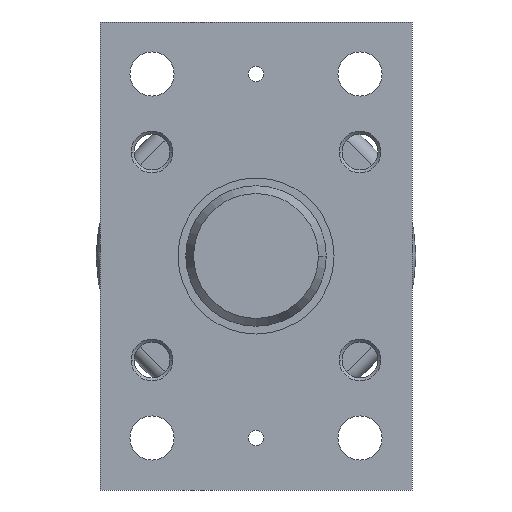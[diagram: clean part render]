
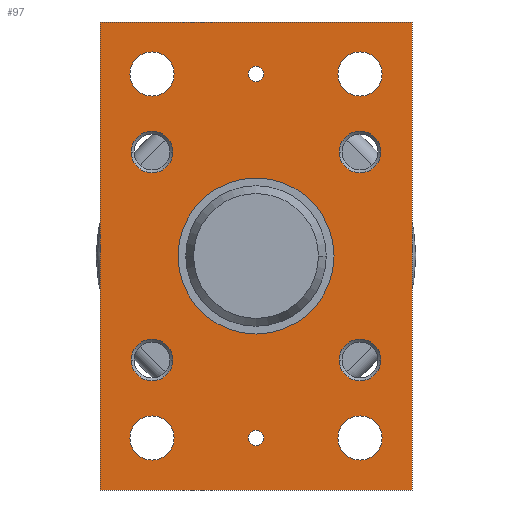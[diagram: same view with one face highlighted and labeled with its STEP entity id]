
A CAD part, left-side view. The second image highlights one B-rep face of the part: STEP entity #97.
In plain terms, the highlighted planar face has unit normal (-1, 0, 0).
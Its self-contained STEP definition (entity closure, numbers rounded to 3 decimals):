
#97=ADVANCED_FACE('',(#249,#250,#251,#252,#253,#254,#255,#256,#257,#258,#259,#260),#261,.F.);
#249=FACE_BOUND('',#454,.T.);
#250=FACE_BOUND('',#455,.T.);
#251=FACE_BOUND('',#456,.T.);
#252=FACE_BOUND('',#457,.T.);
#253=FACE_BOUND('',#458,.T.);
#254=FACE_BOUND('',#459,.T.);
#255=FACE_BOUND('',#460,.T.);
#256=FACE_BOUND('',#461,.T.);
#257=FACE_BOUND('',#462,.T.);
#258=FACE_BOUND('',#463,.T.);
#259=FACE_BOUND('',#464,.T.);
#260=FACE_OUTER_BOUND('',#465,.T.);
#261=PLANE('',#466);
#454=EDGE_LOOP('',(#943,#944));
#455=EDGE_LOOP('',(#945,#946));
#456=EDGE_LOOP('',(#947,#948));
#457=EDGE_LOOP('',(#949,#950));
#458=EDGE_LOOP('',(#951,#952));
#459=EDGE_LOOP('',(#953,#954));
#460=EDGE_LOOP('',(#955,#956));
#461=EDGE_LOOP('',(#957,#958));
#462=EDGE_LOOP('',(#959,#960));
#463=EDGE_LOOP('',(#961,#962));
#464=EDGE_LOOP('',(#963,#964));
#465=EDGE_LOOP('',(#965,#966,#967,#968));
#466=AXIS2_PLACEMENT_3D('',#969,#970,#971);
#943=ORIENTED_EDGE('',*,*,#1379,.T.);
#944=ORIENTED_EDGE('',*,*,#1405,.T.);
#945=ORIENTED_EDGE('',*,*,#1368,.T.);
#946=ORIENTED_EDGE('',*,*,#1407,.T.);
#947=ORIENTED_EDGE('',*,*,#1357,.T.);
#948=ORIENTED_EDGE('',*,*,#1409,.T.);
#949=ORIENTED_EDGE('',*,*,#1346,.T.);
#950=ORIENTED_EDGE('',*,*,#1411,.T.);
#951=ORIENTED_EDGE('',*,*,#1413,.T.);
#952=ORIENTED_EDGE('',*,*,#1339,.T.);
#953=ORIENTED_EDGE('',*,*,#1414,.T.);
#954=ORIENTED_EDGE('',*,*,#1335,.T.);
#955=ORIENTED_EDGE('',*,*,#1415,.T.);
#956=ORIENTED_EDGE('',*,*,#1331,.T.);
#957=ORIENTED_EDGE('',*,*,#1416,.T.);
#958=ORIENTED_EDGE('',*,*,#1327,.T.);
#959=ORIENTED_EDGE('',*,*,#1417,.T.);
#960=ORIENTED_EDGE('',*,*,#1323,.T.);
#961=ORIENTED_EDGE('',*,*,#1418,.T.);
#962=ORIENTED_EDGE('',*,*,#1319,.T.);
#963=ORIENTED_EDGE('',*,*,#1388,.T.);
#964=ORIENTED_EDGE('',*,*,#1387,.T.);
#965=ORIENTED_EDGE('',*,*,#1419,.T.);
#966=ORIENTED_EDGE('',*,*,#1420,.T.);
#967=ORIENTED_EDGE('',*,*,#1421,.T.);
#968=ORIENTED_EDGE('',*,*,#1422,.T.);
#969=CARTESIAN_POINT('',(-20.0,0.0,0.0));
#970=DIRECTION('',(1.0,0.0,0.));
#971=DIRECTION('',(0.,0.0,-1.0));
#1319=EDGE_CURVE('',#1590,#1594,#1596,.T.);
#1323=EDGE_CURVE('',#1598,#1602,#1604,.T.);
#1327=EDGE_CURVE('',#1606,#1610,#1612,.T.);
#1331=EDGE_CURVE('',#1614,#1618,#1620,.T.);
#1335=EDGE_CURVE('',#1622,#1626,#1628,.T.);
#1339=EDGE_CURVE('',#1630,#1634,#1636,.T.);
#1346=EDGE_CURVE('',#1645,#1647,#1649,.T.);
#1357=EDGE_CURVE('',#1664,#1666,#1668,.T.);
#1368=EDGE_CURVE('',#1683,#1685,#1687,.T.);
#1379=EDGE_CURVE('',#1702,#1704,#1706,.T.);
#1387=EDGE_CURVE('',#1714,#1718,#1720,.T.);
#1388=EDGE_CURVE('',#1718,#1714,#1721,.T.);
#1405=EDGE_CURVE('',#1704,#1702,#1742,.T.);
#1407=EDGE_CURVE('',#1685,#1683,#1744,.T.);
#1409=EDGE_CURVE('',#1666,#1664,#1746,.T.);
#1411=EDGE_CURVE('',#1647,#1645,#1748,.T.);
#1413=EDGE_CURVE('',#1634,#1630,#1750,.T.);
#1414=EDGE_CURVE('',#1626,#1622,#1751,.T.);
#1415=EDGE_CURVE('',#1618,#1614,#1752,.T.);
#1416=EDGE_CURVE('',#1610,#1606,#1753,.T.);
#1417=EDGE_CURVE('',#1602,#1598,#1754,.T.);
#1418=EDGE_CURVE('',#1594,#1590,#1755,.T.);
#1419=EDGE_CURVE('',#1756,#1757,#1758,.T.);
#1420=EDGE_CURVE('',#1757,#1759,#1760,.T.);
#1421=EDGE_CURVE('',#1759,#1761,#1762,.T.);
#1422=EDGE_CURVE('',#1761,#1756,#1763,.T.);
#1590=VERTEX_POINT('',#1987);
#1594=VERTEX_POINT('',#1992);
#1596=CIRCLE('',#1995,8.5);
#1598=VERTEX_POINT('',#1997);
#1602=VERTEX_POINT('',#2002);
#1604=CIRCLE('',#2005,8.5);
#1606=VERTEX_POINT('',#2007);
#1610=VERTEX_POINT('',#2012);
#1612=CIRCLE('',#2015,8.5);
#1614=VERTEX_POINT('',#2017);
#1618=VERTEX_POINT('',#2022);
#1620=CIRCLE('',#2025,8.5);
#1622=VERTEX_POINT('',#2027);
#1626=VERTEX_POINT('',#2032);
#1628=CIRCLE('',#2035,3.0);
#1630=VERTEX_POINT('',#2037);
#1634=VERTEX_POINT('',#2042);
#1636=CIRCLE('',#2045,3.0);
#1645=VERTEX_POINT('',#2056);
#1647=VERTEX_POINT('',#2059);
#1649=CIRCLE('',#2062,8.0);
#1664=VERTEX_POINT('',#2081);
#1666=VERTEX_POINT('',#2084);
#1668=CIRCLE('',#2087,8.0);
#1683=VERTEX_POINT('',#2106);
#1685=VERTEX_POINT('',#2109);
#1687=CIRCLE('',#2112,8.0);
#1702=VERTEX_POINT('',#2131);
#1704=VERTEX_POINT('',#2134);
#1706=CIRCLE('',#2137,8.0);
#1714=VERTEX_POINT('',#2147);
#1718=VERTEX_POINT('',#2152);
#1720=CIRCLE('',#2155,30.0);
#1721=CIRCLE('',#2156,30.0);
#1742=CIRCLE('',#2181,8.0);
#1744=CIRCLE('',#2183,8.0);
#1746=CIRCLE('',#2185,8.0);
#1748=CIRCLE('',#2187,8.0);
#1750=CIRCLE('',#2189,3.0);
#1751=CIRCLE('',#2190,3.0);
#1752=CIRCLE('',#2191,8.5);
#1753=CIRCLE('',#2192,8.5);
#1754=CIRCLE('',#2193,8.5);
#1755=CIRCLE('',#2194,8.5);
#1756=VERTEX_POINT('',#2195);
#1757=VERTEX_POINT('',#2196);
#1758=LINE('',#2197,#2198);
#1759=VERTEX_POINT('',#2199);
#1760=LINE('',#2200,#2201);
#1761=VERTEX_POINT('',#2202);
#1762=LINE('',#2203,#2204);
#1763=LINE('',#2205,#2206);
#1987=CARTESIAN_POINT('',(-20.0,-40.0,61.5));
#1992=CARTESIAN_POINT('',(-20.0,-40.0,78.5));
#1995=AXIS2_PLACEMENT_3D('',#2471,#2472,#2473);
#1997=CARTESIAN_POINT('',(-20.0,40.0,61.5));
#2002=CARTESIAN_POINT('',(-20.0,40.0,78.5));
#2005=AXIS2_PLACEMENT_3D('',#2479,#2480,#2481);
#2007=CARTESIAN_POINT('',(-20.0,-40.0,-78.5));
#2012=CARTESIAN_POINT('',(-20.0,-40.0,-61.5));
#2015=AXIS2_PLACEMENT_3D('',#2487,#2488,#2489);
#2017=CARTESIAN_POINT('',(-20.0,40.0,-78.5));
#2022=CARTESIAN_POINT('',(-20.0,40.0,-61.5));
#2025=AXIS2_PLACEMENT_3D('',#2495,#2496,#2497);
#2027=CARTESIAN_POINT('',(-20.0,0.,67.0));
#2032=CARTESIAN_POINT('',(-20.0,0.,73.0));
#2035=AXIS2_PLACEMENT_3D('',#2503,#2504,#2505);
#2037=CARTESIAN_POINT('',(-20.0,0.,-73.0));
#2042=CARTESIAN_POINT('',(-20.0,0.,-67.0));
#2045=AXIS2_PLACEMENT_3D('',#2511,#2512,#2513);
#2056=CARTESIAN_POINT('',(-20.0,-32.0,40.0));
#2059=CARTESIAN_POINT('',(-20.0,-48.0,40.0));
#2062=AXIS2_PLACEMENT_3D('',#2524,#2525,#2526);
#2081=CARTESIAN_POINT('',(-20.0,48.0,40.0));
#2084=CARTESIAN_POINT('',(-20.0,32.0,40.0));
#2087=AXIS2_PLACEMENT_3D('',#2545,#2546,#2547);
#2106=CARTESIAN_POINT('',(-20.0,-32.0,-40.0));
#2109=CARTESIAN_POINT('',(-20.0,-48.0,-40.0));
#2112=AXIS2_PLACEMENT_3D('',#2566,#2567,#2568);
#2131=CARTESIAN_POINT('',(-20.0,48.0,-40.0));
#2134=CARTESIAN_POINT('',(-20.0,32.0,-40.0));
#2137=AXIS2_PLACEMENT_3D('',#2587,#2588,#2589);
#2147=CARTESIAN_POINT('',(-20.0,0.,-30.0));
#2152=CARTESIAN_POINT('',(-20.0,0.,30.0));
#2155=AXIS2_PLACEMENT_3D('',#2603,#2604,#2605);
#2156=AXIS2_PLACEMENT_3D('',#2606,#2607,#2608);
#2181=AXIS2_PLACEMENT_3D('',#2649,#2650,#2651);
#2183=AXIS2_PLACEMENT_3D('',#2655,#2656,#2657);
#2185=AXIS2_PLACEMENT_3D('',#2661,#2662,#2663);
#2187=AXIS2_PLACEMENT_3D('',#2667,#2668,#2669);
#2189=AXIS2_PLACEMENT_3D('',#2673,#2674,#2675);
#2190=AXIS2_PLACEMENT_3D('',#2676,#2677,#2678);
#2191=AXIS2_PLACEMENT_3D('',#2679,#2680,#2681);
#2192=AXIS2_PLACEMENT_3D('',#2682,#2683,#2684);
#2193=AXIS2_PLACEMENT_3D('',#2685,#2686,#2687);
#2194=AXIS2_PLACEMENT_3D('',#2688,#2689,#2690);
#2195=CARTESIAN_POINT('',(-20.0,60.0,-90.0));
#2196=CARTESIAN_POINT('',(-20.0,-60.0,-90.0));
#2197=CARTESIAN_POINT('',(-20.0,0.0,-90.0));
#2198=VECTOR('',#2691,1.0);
#2199=CARTESIAN_POINT('',(-20.0,-60.0,90.0));
#2200=CARTESIAN_POINT('',(-20.0,-60.0,0.0));
#2201=VECTOR('',#2692,1.0);
#2202=CARTESIAN_POINT('',(-20.0,60.0,90.0));
#2203=CARTESIAN_POINT('',(-20.0,0.0,90.0));
#2204=VECTOR('',#2693,1.0);
#2205=CARTESIAN_POINT('',(-20.0,60.0,0.0));
#2206=VECTOR('',#2694,1.0);
#2471=CARTESIAN_POINT('',(-20.0,-40.0,70.0));
#2472=DIRECTION('',(1.0,0.0,0.));
#2473=DIRECTION('',(0.,0.0,-1.0));
#2479=CARTESIAN_POINT('',(-20.0,40.0,70.0));
#2480=DIRECTION('',(1.0,0.0,0.));
#2481=DIRECTION('',(0.,0.0,-1.0));
#2487=CARTESIAN_POINT('',(-20.0,-40.0,-70.0));
#2488=DIRECTION('',(1.0,0.0,0.));
#2489=DIRECTION('',(0.,0.0,-1.0));
#2495=CARTESIAN_POINT('',(-20.0,40.0,-70.0));
#2496=DIRECTION('',(1.0,0.0,0.));
#2497=DIRECTION('',(0.,0.0,-1.0));
#2503=CARTESIAN_POINT('',(-20.0,0.0,70.0));
#2504=DIRECTION('',(1.0,0.0,0.));
#2505=DIRECTION('',(0.,0.0,-1.0));
#2511=CARTESIAN_POINT('',(-20.0,0.0,-70.0));
#2512=DIRECTION('',(1.0,0.0,0.));
#2513=DIRECTION('',(0.,0.0,-1.0));
#2524=CARTESIAN_POINT('',(-20.0,-40.0,40.0));
#2525=DIRECTION('',(1.0,-0.0,0.));
#2526=DIRECTION('',(0.0,1.0,0.0));
#2545=CARTESIAN_POINT('',(-20.0,40.0,40.0));
#2546=DIRECTION('',(1.0,-0.0,0.));
#2547=DIRECTION('',(0.0,1.0,0.0));
#2566=CARTESIAN_POINT('',(-20.0,-40.0,-40.0));
#2567=DIRECTION('',(1.0,-0.0,0.));
#2568=DIRECTION('',(0.0,1.0,0.0));
#2587=CARTESIAN_POINT('',(-20.0,40.0,-40.0));
#2588=DIRECTION('',(1.0,-0.0,0.));
#2589=DIRECTION('',(0.0,1.0,0.0));
#2603=CARTESIAN_POINT('',(-20.0,0.0,0.0));
#2604=DIRECTION('',(1.0,0.0,0.));
#2605=DIRECTION('',(0.,0.0,-1.0));
#2606=CARTESIAN_POINT('',(-20.0,0.0,0.0));
#2607=DIRECTION('',(1.0,0.0,0.));
#2608=DIRECTION('',(0.,0.0,-1.0));
#2649=CARTESIAN_POINT('',(-20.0,40.0,-40.0));
#2650=DIRECTION('',(1.0,-0.0,0.));
#2651=DIRECTION('',(0.0,1.0,0.0));
#2655=CARTESIAN_POINT('',(-20.0,-40.0,-40.0));
#2656=DIRECTION('',(1.0,-0.0,0.));
#2657=DIRECTION('',(0.0,1.0,0.0));
#2661=CARTESIAN_POINT('',(-20.0,40.0,40.0));
#2662=DIRECTION('',(1.0,-0.0,0.));
#2663=DIRECTION('',(0.0,1.0,0.0));
#2667=CARTESIAN_POINT('',(-20.0,-40.0,40.0));
#2668=DIRECTION('',(1.0,-0.0,0.));
#2669=DIRECTION('',(0.0,1.0,0.0));
#2673=CARTESIAN_POINT('',(-20.0,0.0,-70.0));
#2674=DIRECTION('',(1.0,0.0,0.));
#2675=DIRECTION('',(0.,0.0,-1.0));
#2676=CARTESIAN_POINT('',(-20.0,0.0,70.0));
#2677=DIRECTION('',(1.0,0.0,0.));
#2678=DIRECTION('',(0.,0.0,-1.0));
#2679=CARTESIAN_POINT('',(-20.0,40.0,-70.0));
#2680=DIRECTION('',(1.0,0.0,0.));
#2681=DIRECTION('',(0.,0.0,-1.0));
#2682=CARTESIAN_POINT('',(-20.0,-40.0,-70.0));
#2683=DIRECTION('',(1.0,0.0,0.));
#2684=DIRECTION('',(0.,0.0,-1.0));
#2685=CARTESIAN_POINT('',(-20.0,40.0,70.0));
#2686=DIRECTION('',(1.0,0.0,0.));
#2687=DIRECTION('',(0.,0.0,-1.0));
#2688=CARTESIAN_POINT('',(-20.0,-40.0,70.0));
#2689=DIRECTION('',(1.0,0.0,0.));
#2690=DIRECTION('',(0.,0.0,-1.0));
#2691=DIRECTION('',(0.0,-1.0,0.0));
#2692=DIRECTION('',(0.,0.0,1.0));
#2693=DIRECTION('',(0.0,1.0,0.0));
#2694=DIRECTION('',(0.,0.0,-1.0));
